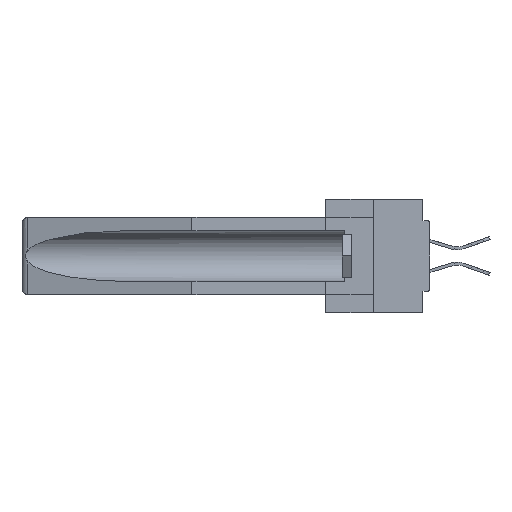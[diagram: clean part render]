
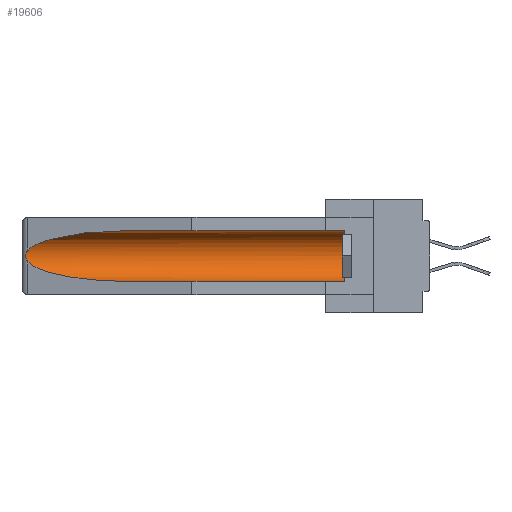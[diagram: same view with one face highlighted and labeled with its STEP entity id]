
A CAD part, left-side view. The second image highlights one B-rep face of the part: STEP entity #19606.
In plain terms, the highlighted cylindrical face has radius 2.857 mm (diameter 5.715 mm), a partial arc.
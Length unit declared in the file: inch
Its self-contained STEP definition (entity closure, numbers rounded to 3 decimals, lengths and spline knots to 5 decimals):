
#514 = CARTESIAN_POINT ( 'NONE',  ( 0.26597, 1.52961, -0.15275 ) ) ;
#739 = EDGE_CURVE ( 'NONE', #27108, #22464, #2070, .T. ) ;
#1008 = FACE_OUTER_BOUND ( 'NONE', #7566, .T. ) ;
#1403 = DIRECTION ( 'NONE',  ( 0., 1., 0. ) ) ;
#2070 = LINE ( 'NONE', #12637, #30781 ) ;
#3157 = B_SPLINE_CURVE_WITH_KNOTS ( 'NONE', 3,
 ( #33854, #514, #11907, #3340, #6345, #25594, #25834, #9020, #11548, #3460 ),
 .UNSPECIFIED., .F., .F.,
 ( 4, 2, 2, 2, 4 ),
 ( 0., 0.00029, 0.00058, 0.00087, 0.00117 ),
 .UNSPECIFIED. ) ;
#3281 = ORIENTED_EDGE ( 'NONE', *, *, #739, .T. ) ;
#3296 = CARTESIAN_POINT ( 'NONE',  ( 0.25451, 1.48313, -0.24835 ) ) ;
#3340 = CARTESIAN_POINT ( 'NONE',  ( 0.2673, 1.5327, -0.16383 ) ) ;
#3460 = CARTESIAN_POINT ( 'NONE',  ( 0.26537, 1.52718, -0.19328 ) ) ;
#4454 =( BOUNDED_CURVE ( )  B_SPLINE_CURVE ( 3, ( #16960, #3296, #5703, #14304 ),
 .UNSPECIFIED., .F., .T. ) 
 B_SPLINE_CURVE_WITH_KNOTS ( ( 4, 4 ),
 ( 0.1948, 1.5708 ),
 .UNSPECIFIED. ) 
 CURVE ( )  GEOMETRIC_REPRESENTATION_ITEM ( )  RATIONAL_B_SPLINE_CURVE ( ( 1., 0.848, 0.848, 1. ) ) 
 REPRESENTATION_ITEM ( '' )  );
#5703 = CARTESIAN_POINT ( 'NONE',  ( 0.21114, 1.30732, -0.284 ) ) ;
#6345 = CARTESIAN_POINT ( 'NONE',  ( 0.2675, 1.53308, -0.16763 ) ) ;
#6911 = EDGE_CURVE ( 'NONE', #10424, #27108, #33563, .T. ) ;
#7566 = EDGE_LOOP ( 'NONE', ( #24519, #28991, #22386, #34883, #7894, #3281 ) ) ;
#7831 = DIRECTION ( 'NONE',  ( 0., 0., 1. ) ) ;
#7894 = ORIENTED_EDGE ( 'NONE', *, *, #6911, .T. ) ;
#8395 = DIRECTION ( 'NONE',  ( 0., 0., 1. ) ) ;
#8875 = EDGE_CURVE ( 'NONE', #10424, #9317, #23374, .T. ) ;
#9020 = CARTESIAN_POINT ( 'NONE',  ( 0.26655, 1.53094, -0.18657 ) ) ;
#9317 = VERTEX_POINT ( 'NONE', #16595 ) ;
#10424 = VERTEX_POINT ( 'NONE', #15110 ) ;
#10624 = CARTESIAN_POINT ( 'NONE',  ( 0.155, 0.126, -0.1715 ) ) ;
#10751 = VECTOR ( 'NONE', #29892, 39.37008 ) ;
#11548 = CARTESIAN_POINT ( 'NONE',  ( 0.26597, 1.5296, -0.19026 ) ) ;
#11907 = CARTESIAN_POINT ( 'NONE',  ( 0.26654, 1.53092, -0.15636 ) ) ;
#12631 = CARTESIAN_POINT ( 'NONE',  ( 0.21114, 1.30732, -0.059 ) ) ;
#12637 = CARTESIAN_POINT ( 'NONE',  ( 0.155, -0.30754, -0.059 ) ) ;
#13431 = VERTEX_POINT ( 'NONE', #24819 ) ;
#14304 = CARTESIAN_POINT ( 'NONE',  ( 0.155, 1.07973, -0.284 ) ) ;
#14610 = EDGE_CURVE ( 'NONE', #22464, #18409, #16011, .T. ) ;
#15110 = CARTESIAN_POINT ( 'NONE',  ( 0.155, 0.126, -0.284 ) ) ;
#15550 = CARTESIAN_POINT ( 'NONE',  ( 0.155, 0.126, -0.059 ) ) ;
#16011 =( BOUNDED_CURVE ( )  B_SPLINE_CURVE ( 3, ( #32149, #12631, #35423, #21051 ),
 .UNSPECIFIED., .F., .F. ) 
 B_SPLINE_CURVE_WITH_KNOTS ( ( 4, 4 ),
 ( 4.71239, 6.08839 ),
 .UNSPECIFIED. ) 
 CURVE ( )  GEOMETRIC_REPRESENTATION_ITEM ( )  RATIONAL_B_SPLINE_CURVE ( ( 1., 0.848, 0.848, 1. ) ) 
 REPRESENTATION_ITEM ( '' )  );
#16066 = DIRECTION ( 'NONE',  ( 0., -1., 0. ) ) ;
#16595 = CARTESIAN_POINT ( 'NONE',  ( 0.155, 1.07973, -0.284 ) ) ;
#16960 = CARTESIAN_POINT ( 'NONE',  ( 0.26537, 1.52718, -0.19328 ) ) ;
#18409 = VERTEX_POINT ( 'NONE', #32560 ) ;
#18951 = EDGE_CURVE ( 'NONE', #18409, #13431, #3157, .T. ) ;
#19606 = ADVANCED_FACE ( 'NONE', ( #1008 ), #32326, .F. ) ;
#21051 = CARTESIAN_POINT ( 'NONE',  ( 0.26537, 1.52718, -0.14972 ) ) ;
#22386 = ORIENTED_EDGE ( 'NONE', *, *, #34269, .T. ) ;
#22464 = VERTEX_POINT ( 'NONE', #24242 ) ;
#23242 = AXIS2_PLACEMENT_3D ( 'NONE', #10624, #16066, #7831 ) ;
#23374 = LINE ( 'NONE', #29656, #10751 ) ;
#24242 = CARTESIAN_POINT ( 'NONE',  ( 0.155, 1.07973, -0.059 ) ) ;
#24325 = DIRECTION ( 'NONE',  ( 0., 1., 0. ) ) ;
#24519 = ORIENTED_EDGE ( 'NONE', *, *, #14610, .T. ) ;
#24819 = CARTESIAN_POINT ( 'NONE',  ( 0.26537, 1.52718, -0.19328 ) ) ;
#25326 = CARTESIAN_POINT ( 'NONE',  ( 0.155, -0.30754, -0.1715 ) ) ;
#25594 = CARTESIAN_POINT ( 'NONE',  ( 0.2675, 1.53308, -0.17534 ) ) ;
#25834 = CARTESIAN_POINT ( 'NONE',  ( 0.2673, 1.53269, -0.17917 ) ) ;
#27108 = VERTEX_POINT ( 'NONE', #15550 ) ;
#28991 = ORIENTED_EDGE ( 'NONE', *, *, #18951, .T. ) ;
#29656 = CARTESIAN_POINT ( 'NONE',  ( 0.155, -0.30754, -0.284 ) ) ;
#29892 = DIRECTION ( 'NONE',  ( 0., 1., 0. ) ) ;
#30781 = VECTOR ( 'NONE', #1403, 39.37008 ) ;
#32149 = CARTESIAN_POINT ( 'NONE',  ( 0.155, 1.07973, -0.059 ) ) ;
#32326 = CYLINDRICAL_SURFACE ( 'NONE', #32805, 0.1125 ) ;
#32560 = CARTESIAN_POINT ( 'NONE',  ( 0.26537, 1.52718, -0.14972 ) ) ;
#32805 = AXIS2_PLACEMENT_3D ( 'NONE', #25326, #24325, #8395 ) ;
#33563 = CIRCLE ( 'NONE', #23242, 0.1125 ) ;
#33854 = CARTESIAN_POINT ( 'NONE',  ( 0.26537, 1.52718, -0.14972 ) ) ;
#34269 = EDGE_CURVE ( 'NONE', #13431, #9317, #4454, .T. ) ;
#34883 = ORIENTED_EDGE ( 'NONE', *, *, #8875, .F. ) ;
#35423 = CARTESIAN_POINT ( 'NONE',  ( 0.25451, 1.48313, -0.09465 ) ) ;
